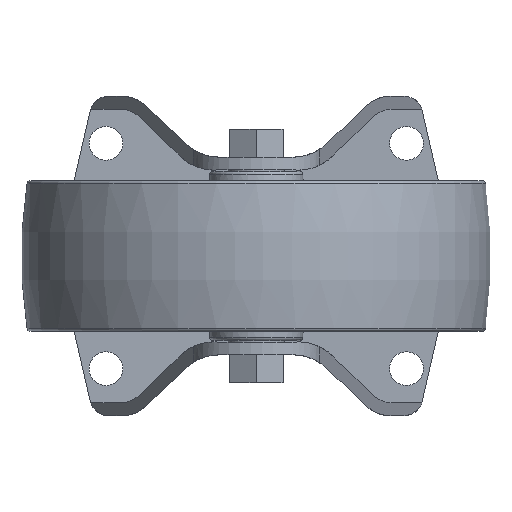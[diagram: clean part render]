
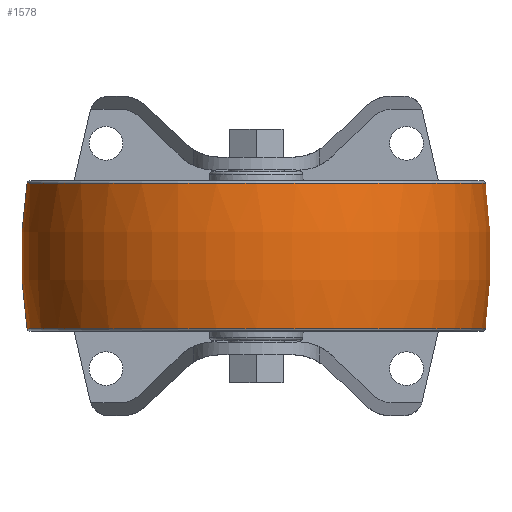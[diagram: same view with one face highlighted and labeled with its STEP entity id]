
A CAD part, front view. The second image highlights one B-rep face of the part: STEP entity #1578.
In plain terms, the highlighted toroidal (fillet/blend) face has major radius 62.5 mm and minor radius 125 mm.
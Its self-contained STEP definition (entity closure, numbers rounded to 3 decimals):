
#20=DEGENERATE_TOROIDAL_SURFACE('',#1759,62.5,125.,
 .F.);
#681=ORIENTED_EDGE('',*,*,#943,.T.);
#682=ORIENTED_EDGE('',*,*,#944,.F.);
#943=EDGE_CURVE('',#1109,#1109,#1187,.T.);
#944=EDGE_CURVE('',#1110,#1110,#1188,.T.);
#1109=VERTEX_POINT('',#2697);
#1110=VERTEX_POINT('',#2700);
#1187=CIRCLE('',#1758,60.997);
#1188=CIRCLE('',#1760,60.997);
#1295=EDGE_LOOP('',(#681));
#1296=EDGE_LOOP('',(#682));
#1429=FACE_BOUND('',#1295,.T.);
#1430=FACE_BOUND('',#1296,.T.);
#1578=ADVANCED_FACE('',(#1429,#1430),#20,.F.);
#1758=AXIS2_PLACEMENT_3D('',#2696,#2176,#2177);
#1759=AXIS2_PLACEMENT_3D('',#2698,#2178,#2179);
#1760=AXIS2_PLACEMENT_3D('',#2699,#2180,#2181);
#2176=DIRECTION('',(0.,0.,-1.));
#2177=DIRECTION('',(-1.,0.,0.));
#2178=DIRECTION('',(0.,0.,-1.));
#2179=DIRECTION('',(-1.,0.,0.));
#2180=DIRECTION('',(0.,0.,-1.));
#2181=DIRECTION('',(-1.,0.,0.));
#2696=CARTESIAN_POINT('',(0.,0.,19.324));
#2697=CARTESIAN_POINT('',(-60.997,0.,19.324));
#2698=CARTESIAN_POINT('',(0.,0.,0.));
#2699=CARTESIAN_POINT('',(0.,0.,-19.324));
#2700=CARTESIAN_POINT('',(-60.997,0.,-19.324));
